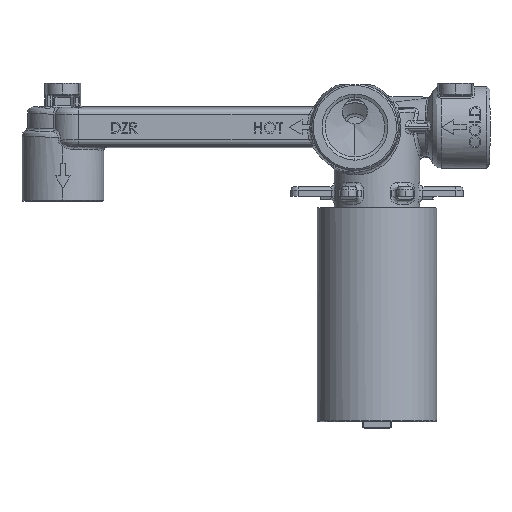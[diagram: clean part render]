
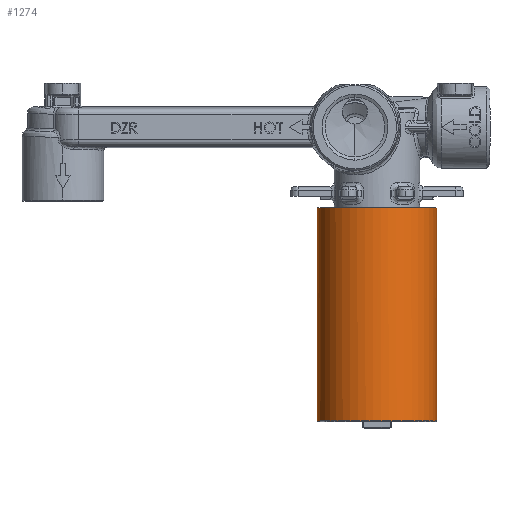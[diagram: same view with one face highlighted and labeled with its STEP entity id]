
A CAD part, top view. The second image highlights one B-rep face of the part: STEP entity #1274.
In plain terms, the highlighted cylindrical face has radius 19 mm (diameter 38 mm), a partial arc.
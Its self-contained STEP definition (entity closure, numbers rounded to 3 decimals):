
#1274=ADVANCED_FACE('',(#3066),#28144,.T.);
#3066=FACE_OUTER_BOUND('',#4920,.T.);
#4920=EDGE_LOOP('',(#10978,#10979,#10980,#10981));
#10978=ORIENTED_EDGE('',*,*,#17390,.T.);
#10979=ORIENTED_EDGE('',*,*,#17394,.T.);
#10980=ORIENTED_EDGE('',*,*,#17395,.T.);
#10981=ORIENTED_EDGE('',*,*,#17396,.T.);
#17390=EDGE_CURVE('',#25420,#25423,#23457,.T.);
#17394=EDGE_CURVE('',#25423,#25424,#20899,.T.);
#17395=EDGE_CURVE('',#25424,#25425,#23461,.T.);
#17396=EDGE_CURVE('',#25425,#25420,#20900,.T.);
#20899=B_SPLINE_CURVE_WITH_KNOTS('',1,(#74518,#74519),.UNSPECIFIED.,.F.,
 .F.,(2,2),(0.,67.8),.UNSPECIFIED.);
#20900=B_SPLINE_CURVE_WITH_KNOTS('',1,(#74525,#74526),.UNSPECIFIED.,.F.,
 .F.,(2,2),(0.,67.8),.UNSPECIFIED.);
#23457=(
BOUNDED_CURVE()
B_SPLINE_CURVE(2,(#74502,#74503,#74504,#74505,#74506),.UNSPECIFIED.,.F.,
 .F.)
B_SPLINE_CURVE_WITH_KNOTS((3,2,3),(0.,29.531,59.062),
 .UNSPECIFIED.)
CURVE()
GEOMETRIC_REPRESENTATION_ITEM()
RATIONAL_B_SPLINE_CURVE((1.,0.707,1.,0.707,1.))
REPRESENTATION_ITEM('')
);
#23461=(
BOUNDED_CURVE()
B_SPLINE_CURVE(2,(#74520,#74521,#74522,#74523,#74524),.UNSPECIFIED.,.F.,
 .F.)
B_SPLINE_CURVE_WITH_KNOTS((3,2,3),(0.,29.845,59.69),
 .UNSPECIFIED.)
CURVE()
GEOMETRIC_REPRESENTATION_ITEM()
RATIONAL_B_SPLINE_CURVE((1.,0.707,1.,0.707,1.))
REPRESENTATION_ITEM('')
);
#25420=VERTEX_POINT('',#74323);
#25423=VERTEX_POINT('',#74326);
#25424=VERTEX_POINT('',#74327);
#25425=VERTEX_POINT('',#74328);
#28144=CYLINDRICAL_SURFACE('',#29795,19.);
#29795=AXIS2_PLACEMENT_3D('',#73832,#30941,$);
#30941=DIRECTION('',(0.,0.,-1.));
#73832=CARTESIAN_POINT('',(0.,0.,33.9));
#74323=CARTESIAN_POINT('',(-19.,0.,67.8));
#74326=CARTESIAN_POINT('',(19.,0.,67.8));
#74327=CARTESIAN_POINT('',(19.,0.,0.));
#74328=CARTESIAN_POINT('',(-19.,0.,0.));
#74502=CARTESIAN_POINT('',(-19.,0.,67.8));
#74503=CARTESIAN_POINT('',(-19.,19.,67.8));
#74504=CARTESIAN_POINT('',(0.,19.,67.8));
#74505=CARTESIAN_POINT('',(19.,19.,67.8));
#74506=CARTESIAN_POINT('',(19.,0.,67.8));
#74518=CARTESIAN_POINT('',(19.,0.,67.8));
#74519=CARTESIAN_POINT('',(19.,0.,0.));
#74520=CARTESIAN_POINT('',(19.,0.,0.));
#74521=CARTESIAN_POINT('',(19.,19.,0.));
#74522=CARTESIAN_POINT('',(0.,19.,0.));
#74523=CARTESIAN_POINT('',(-19.,19.,0.));
#74524=CARTESIAN_POINT('',(-19.,0.,0.));
#74525=CARTESIAN_POINT('',(-19.,0.,0.));
#74526=CARTESIAN_POINT('',(-19.,0.,67.8));
